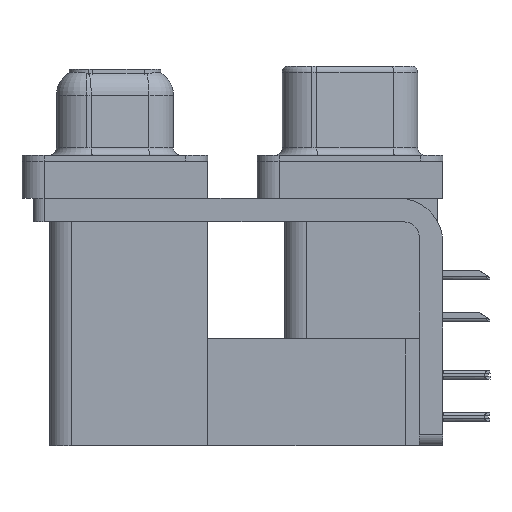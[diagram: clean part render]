
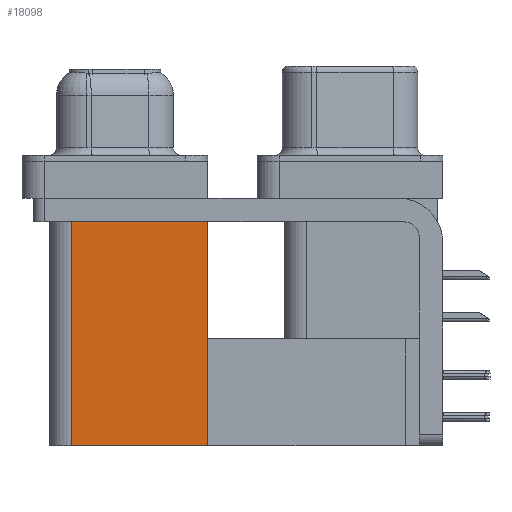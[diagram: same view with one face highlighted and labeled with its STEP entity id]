
A CAD part, left-side view. The second image highlights one B-rep face of the part: STEP entity #18098.
In plain terms, the highlighted planar face has unit normal (-1, 0, 0).
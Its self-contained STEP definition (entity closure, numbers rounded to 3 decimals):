
#252 = AXIS2_PLACEMENT_3D ( 'NONE', #4484, #1151, #14734 ) ;
#1151 = DIRECTION ( 'NONE',  ( 1., 0., 0. ) ) ;
#2315 = CARTESIAN_POINT ( 'NONE',  ( 3.765, 9.6, -2.5 ) ) ;
#2790 = CARTESIAN_POINT ( 'NONE',  ( 3.765, 9.6, -19.2 ) ) ;
#3484 = VERTEX_POINT ( 'NONE', #2315 ) ;
#3579 = CARTESIAN_POINT ( 'NONE',  ( 3.765, 18.8, -2.5 ) ) ;
#4176 = DIRECTION ( 'NONE',  ( 0., 0., 1. ) ) ;
#4484 = CARTESIAN_POINT ( 'NONE',  ( 3.765, 9.6, -19.2 ) ) ;
#6547 = CARTESIAN_POINT ( 'NONE',  ( 3.765, 18.8, -19.2 ) ) ;
#7379 = CARTESIAN_POINT ( 'NONE',  ( 3.765, 9.6, -19.2 ) ) ;
#10058 = VECTOR ( 'NONE', #38894, 1000. ) ;
#11766 = CARTESIAN_POINT ( 'NONE',  ( 3.765, 9.6, -2.5 ) ) ;
#12105 = VERTEX_POINT ( 'NONE', #6547 ) ;
#14734 = DIRECTION ( 'NONE',  ( 0., 0., -1. ) ) ;
#15087 = DIRECTION ( 'NONE',  ( 0., 0., 1. ) ) ;
#17302 = VECTOR ( 'NONE', #15087, 1000. ) ;
#18098 = ADVANCED_FACE ( 'NONE', ( #38320 ), #34980, .F. ) ;
#21696 = EDGE_CURVE ( 'NONE', #38405, #12105, #34095, .T. ) ;
#22902 = CARTESIAN_POINT ( 'NONE',  ( 3.765, 9.6, -19.2 ) ) ;
#24415 = LINE ( 'NONE', #37991, #31268 ) ;
#26708 = ORIENTED_EDGE ( 'NONE', *, *, #21696, .F. ) ;
#30537 = VERTEX_POINT ( 'NONE', #3579 ) ;
#31268 = VECTOR ( 'NONE', #4176, 1000. ) ;
#32206 = LINE ( 'NONE', #11766, #10058 ) ;
#32395 = VECTOR ( 'NONE', #37638, 1000. ) ;
#34095 = LINE ( 'NONE', #7379, #32395 ) ;
#34980 = PLANE ( 'NONE',  #252 ) ;
#35043 = EDGE_CURVE ( 'NONE', #12105, #30537, #24415, .T. ) ;
#35675 = ORIENTED_EDGE ( 'NONE', *, *, #37226, .T. ) ;
#37226 = EDGE_CURVE ( 'NONE', #3484, #30537, #32206, .T. ) ;
#37638 = DIRECTION ( 'NONE',  ( 0., 1., 0. ) ) ;
#37991 = CARTESIAN_POINT ( 'NONE',  ( 3.765, 18.8, -19.2 ) ) ;
#38135 = ORIENTED_EDGE ( 'NONE', *, *, #35043, .F. ) ;
#38320 = FACE_OUTER_BOUND ( 'NONE', #43153, .T. ) ;
#38405 = VERTEX_POINT ( 'NONE', #22902 ) ;
#38894 = DIRECTION ( 'NONE',  ( 0., 1., 0. ) ) ;
#38897 = LINE ( 'NONE', #2790, #17302 ) ;
#39785 = EDGE_CURVE ( 'NONE', #38405, #3484, #38897, .T. ) ;
#41701 = ORIENTED_EDGE ( 'NONE', *, *, #39785, .T. ) ;
#43153 = EDGE_LOOP ( 'NONE', ( #35675, #38135, #26708, #41701 ) ) ;
